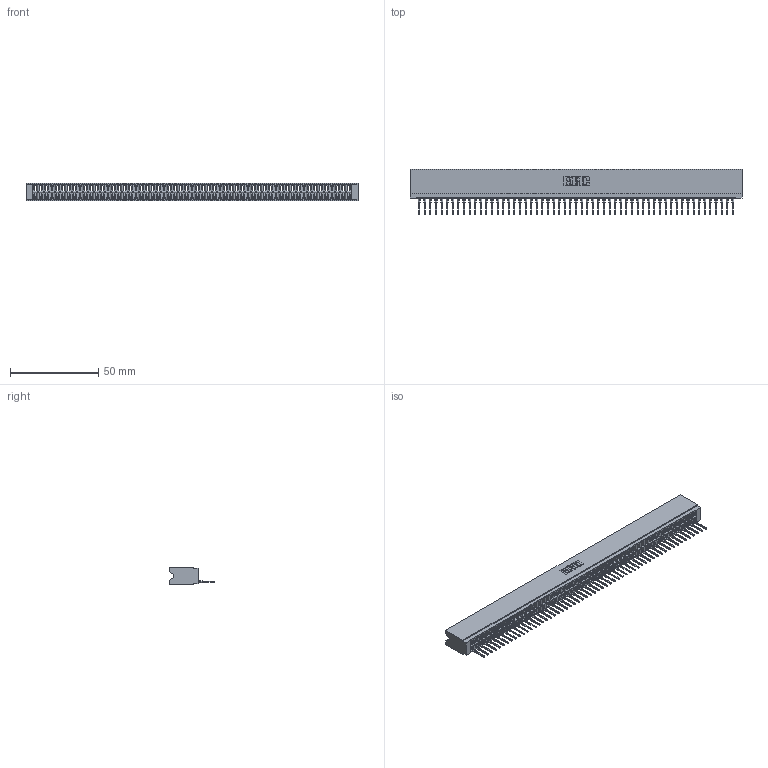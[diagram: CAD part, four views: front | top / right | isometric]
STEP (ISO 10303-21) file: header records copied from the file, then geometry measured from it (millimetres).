
FILE_DESCRIPTION (( 'STEP AP203' ), '1' );
FILE_NAME ('746-057-527-106.STEP', '2026-03-04T22:52:28', ( '' ), ( '' ), 'SwSTEP 2.0', 'SolidWorks 2023', '' );
FILE_SCHEMA (( 'CONFIG_CONTROL_DESIGN' ));
Length unit declared in the file: millimetre
Products named in the file (3): 746-292-001_527; 746-057-527-106; 746 Part_.515 Slot Depth - 06
Assembly tree (58 placements, depth 2):
  746-057-527-106
    746 Part_.515 Slot Depth - 06
    746-292-001_527  x57
Bounding box: 188.21 x 25.9 x 9.91 mm (x, y, z)
Volume: 19583.2 mm3; surface area: 29645.7 mm2
Topology: 58 solids, 58 shells, 6254 faces, 17764 edges, 11404 vertices
Faces by surface type: plane 3647, bspline 1140, cylinder 1125, torus 342
Entity records: 84035 total; most frequent: CARTESIAN_POINT 16881, ORIENTED_EDGE 14808, DIRECTION 12224, EDGE_CURVE 7404, LINE 6650, VECTOR 6650, VERTEX_POINT 4908, AXIS2_PLACEMENT_3D 2787
